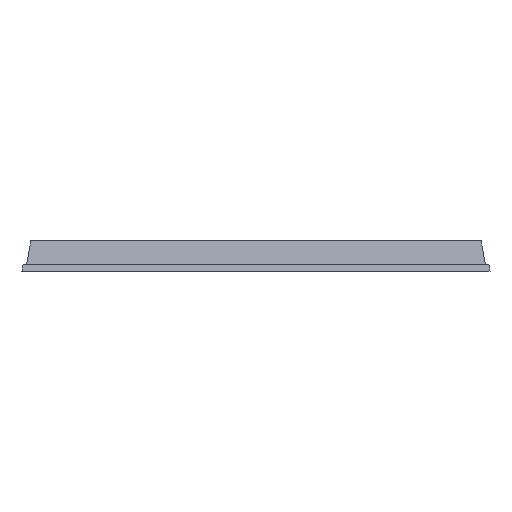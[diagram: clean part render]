
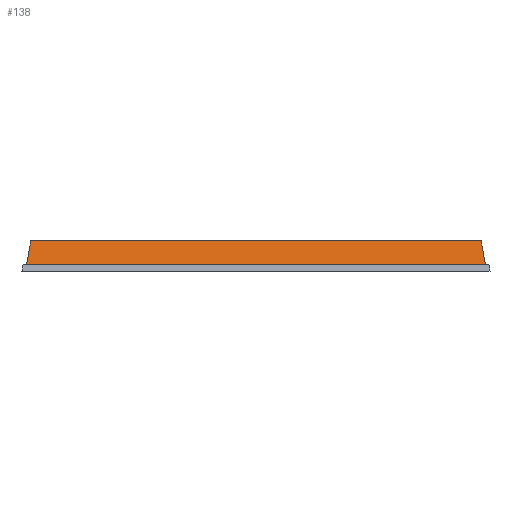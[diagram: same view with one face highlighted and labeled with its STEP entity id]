
A CAD part, left-side view. The second image highlights one B-rep face of the part: STEP entity #138.
In plain terms, the highlighted planar face has unit normal (-0.985, 0, 0.174).
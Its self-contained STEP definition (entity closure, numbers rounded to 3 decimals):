
#12 = ORIENTED_EDGE ( 'NONE', *, *, #276, .F. ) ;
#50 = VERTEX_POINT ( 'NONE', #389 ) ;
#58 = CARTESIAN_POINT ( 'NONE',  ( 1.5, -0.624, -12.3 ) ) ;
#69 = VERTEX_POINT ( 'NONE', #391 ) ;
#75 = LINE ( 'NONE', #373, #220 ) ;
#90 = VECTOR ( 'NONE', #285, 1000. ) ;
#112 = ORIENTED_EDGE ( 'NONE', *, *, #323, .T. ) ;
#138 = ADVANCED_FACE ( 'NONE', ( #293 ), #365, .F. ) ;
#141 = CARTESIAN_POINT ( 'NONE',  ( 3.316, -0.624, -2. ) ) ;
#142 = DIRECTION ( 'NONE',  ( 0.985, 0., -0.174 ) ) ;
#168 = LINE ( 'NONE', #58, #383 ) ;
#182 = DIRECTION ( 'NONE',  ( -0.174, 0., -0.985 ) ) ;
#187 = VERTEX_POINT ( 'NONE', #297 ) ;
#205 = CARTESIAN_POINT ( 'NONE',  ( 3.201, 3.201, -2.654 ) ) ;
#220 = VECTOR ( 'NONE', #221, 1000. ) ;
#221 = DIRECTION ( 'NONE',  ( 0.171, -0.171, 0.97 ) ) ;
#223 = CARTESIAN_POINT ( 'NONE',  ( 3.316, -0.624, -2. ) ) ;
#261 = EDGE_LOOP ( 'NONE', ( #317, #112, #444, #12 ) ) ;
#276 = EDGE_CURVE ( 'NONE', #187, #50, #168, .T. ) ;
#285 = DIRECTION ( 'NONE',  ( 0., 1., 0. ) ) ;
#293 = FACE_OUTER_BOUND ( 'NONE', #261, .T. ) ;
#297 = CARTESIAN_POINT ( 'NONE',  ( 1.5, 1.5, -12.3 ) ) ;
#303 = EDGE_CURVE ( 'NONE', #187, #400, #437, .T. ) ;
#313 = DIRECTION ( 'NONE',  ( 0., 1., 0. ) ) ;
#317 = ORIENTED_EDGE ( 'NONE', *, *, #303, .T. ) ;
#323 = EDGE_CURVE ( 'NONE', #400, #69, #473, .T. ) ;
#339 = CARTESIAN_POINT ( 'NONE',  ( 3.316, 3.316, -2. ) ) ;
#358 = DIRECTION ( 'NONE',  ( 0.171, 0.171, 0.97 ) ) ;
#365 = PLANE ( 'NONE',  #382 ) ;
#373 = CARTESIAN_POINT ( 'NONE',  ( 9.092, 190.908, 30.754 ) ) ;
#382 = AXIS2_PLACEMENT_3D ( 'NONE', #223, #142, #182 ) ;
#383 = VECTOR ( 'NONE', #313, 1000. ) ;
#389 = CARTESIAN_POINT ( 'NONE',  ( 1.5, 198.5, -12.3 ) ) ;
#391 = CARTESIAN_POINT ( 'NONE',  ( 3.316, 196.684, -2. ) ) ;
#400 = VERTEX_POINT ( 'NONE', #339 ) ;
#406 = VECTOR ( 'NONE', #358, 1000. ) ;
#411 = EDGE_CURVE ( 'NONE', #50, #69, #75, .T. ) ;
#437 = LINE ( 'NONE', #205, #406 ) ;
#444 = ORIENTED_EDGE ( 'NONE', *, *, #411, .F. ) ;
#473 = LINE ( 'NONE', #141, #90 ) ;
